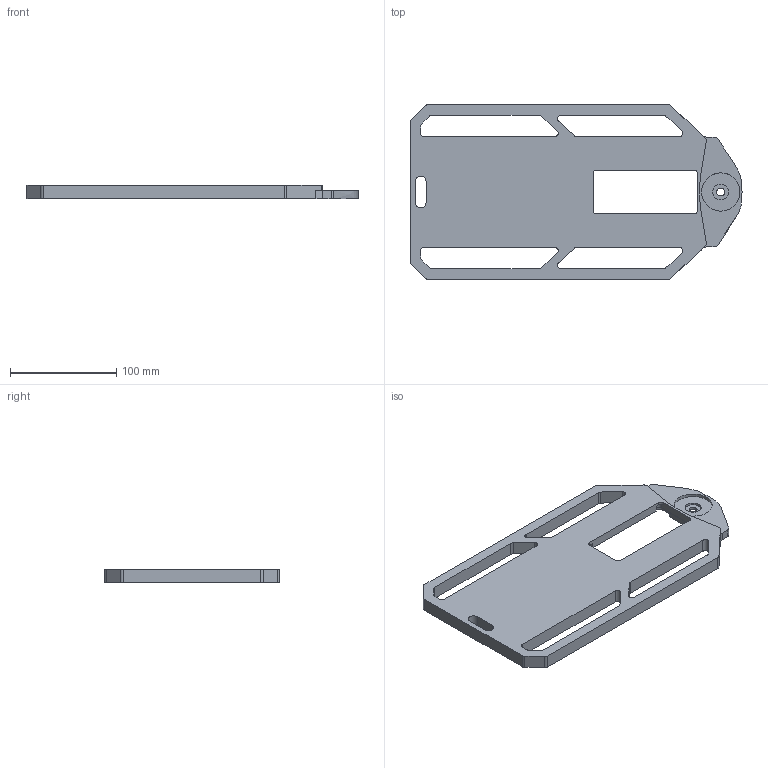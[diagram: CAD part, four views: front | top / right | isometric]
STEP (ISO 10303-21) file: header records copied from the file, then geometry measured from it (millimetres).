
FILE_DESCRIPTION(/* description */ (''),/* implementation_level */ '2;1');
FILE_NAME(/* name */ 'FrontFace v101.step',/* time_stamp */ '2018-09-18T14:38:56-07:00',/* author */ ('drewskee'),/* organization */ (''),/* preprocessor_version */ 'ST-DEVELOPER v17.2',/* originating_system */ 'Autodesk Translation Framework v7.6.0.251',/* authorisation */ '');
FILE_SCHEMA (('AUTOMOTIVE_DESIGN { 1 0 10303 214 3 1 1 }'));
Length unit declared in the file: millimetre
Products named in the file (1): FrontFace
Bounding box: 312.01 x 164.07 x 12.7 mm (x, y, z)
Volume: 362960 mm3; surface area: 102028.3 mm2
Topology: 1 solids, 1 shells, 173 faces, 497 edges, 332 vertices
Faces by surface type: plane 89, cylinder 74, bspline 10
Full cylindrical faces by diameter (mm): 7.5 x1, 15 x1, 36 x1
Entity records: 9055 total; most frequent: CARTESIAN_POINT 4370, ORIENTED_EDGE 994, DIRECTION 961, EDGE_CURVE 497, VERTEX_POINT 332, LINE 321, VECTOR 321, AXIS2_PLACEMENT_3D 320
